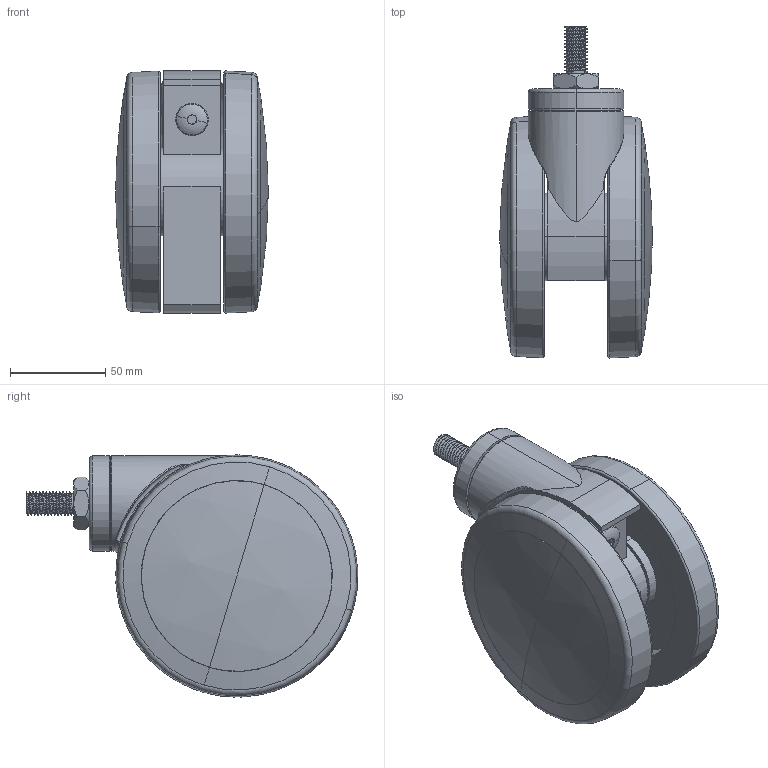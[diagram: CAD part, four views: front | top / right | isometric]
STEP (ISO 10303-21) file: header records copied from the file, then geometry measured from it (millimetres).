
FILE_DESCRIPTION (( 'STEP AP203' ), '1' );
FILE_NAME ('ACMCT-127SS.STEP', '2020-02-19T05:47:37', ( '' ), ( '' ), 'SwSTEP 2.0', 'SolidWorks 2019', '' );
FILE_SCHEMA (( 'CONFIG_CONTROL_DESIGN' ));
Length unit declared in the file: millimetre
Products named in the file (5): BOLT-1; SS TYPE TOP PLATE; WHEEL; ACMCT-127SS; 127 NON BRAKE TYPE FRAME
Assembly tree (5 placements, depth 2):
  ACMCT-127SS
    127 NON BRAKE TYPE FRAME
    BOLT-1
    SS TYPE TOP PLATE
    WHEEL  x2
Bounding box: 79.99 x 173.98 x 126.98 mm (x, y, z)
Volume: 711016.1 mm3; surface area: 111539.2 mm2
Topology: 5 solids, 5 shells, 198 faces, 482 edges, 304 vertices
Faces by surface type: cylinder 94, plane 49, torus 20, bspline 19, cone 8, sphere 8
Entity records: 14274 total; most frequent: CARTESIAN_POINT 9987, ORIENTED_EDGE 852, DIRECTION 731, EDGE_CURVE 426, AXIS2_PLACEMENT_3D 300, VERTEX_POINT 269, EDGE_LOOP 181, ADVANCED_FACE 173
